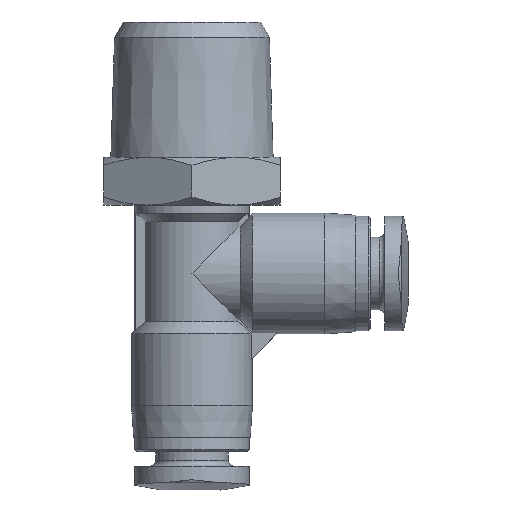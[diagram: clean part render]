
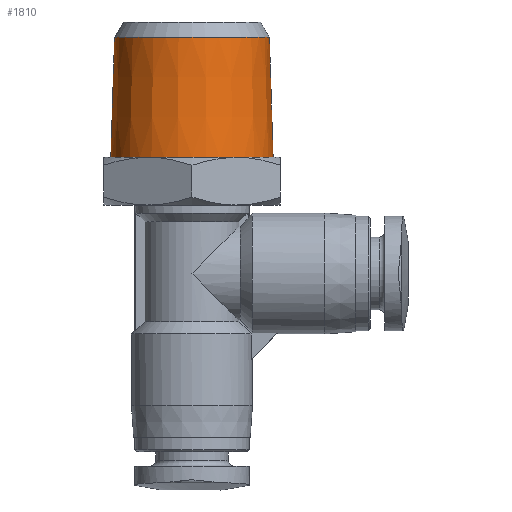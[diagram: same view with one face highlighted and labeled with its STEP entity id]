
A CAD part, front view. The second image highlights one B-rep face of the part: STEP entity #1810.
In plain terms, the highlighted conical face has half-angle 1.788 degrees and reference radius 5.098 mm.
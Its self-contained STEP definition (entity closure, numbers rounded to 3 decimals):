
#65=CONICAL_SURFACE('',#1955,5.098,0.031);
#227=CIRCLE('',#1954,4.862);
#228=CIRCLE('',#1956,5.098);
#465=ORIENTED_EDGE('',*,*,#720,.F.);
#466=ORIENTED_EDGE('',*,*,#721,.T.);
#720=EDGE_CURVE('',#855,#855,#227,.T.);
#721=EDGE_CURVE('',#856,#856,#228,.T.);
#855=VERTEX_POINT('',#2830);
#856=VERTEX_POINT('',#2833);
#1000=EDGE_LOOP('',(#465));
#1001=EDGE_LOOP('',(#466));
#1122=FACE_BOUND('',#1000,.T.);
#1123=FACE_BOUND('',#1001,.T.);
#1810=ADVANCED_FACE('',(#1122,#1123),#65,.T.);
#1954=AXIS2_PLACEMENT_3D('',#2829,#2249,#2250);
#1955=AXIS2_PLACEMENT_3D('',#2831,#2251,#2252);
#1956=AXIS2_PLACEMENT_3D('',#2832,#2253,#2254);
#2249=DIRECTION('',(0.,0.,1.));
#2250=DIRECTION('',(1.,0.,0.));
#2251=DIRECTION('',(0.,0.,-1.));
#2252=DIRECTION('',(-1.,0.,0.));
#2253=DIRECTION('',(0.,0.,1.));
#2254=DIRECTION('',(1.,0.,0.));
#2829=CARTESIAN_POINT('',(0.,0.,14.835));
#2830=CARTESIAN_POINT('',(4.862,0.,14.835));
#2831=CARTESIAN_POINT('',(0.,0.,7.3));
#2832=CARTESIAN_POINT('',(0.,0.,7.3));
#2833=CARTESIAN_POINT('',(5.098,0.,7.3));
